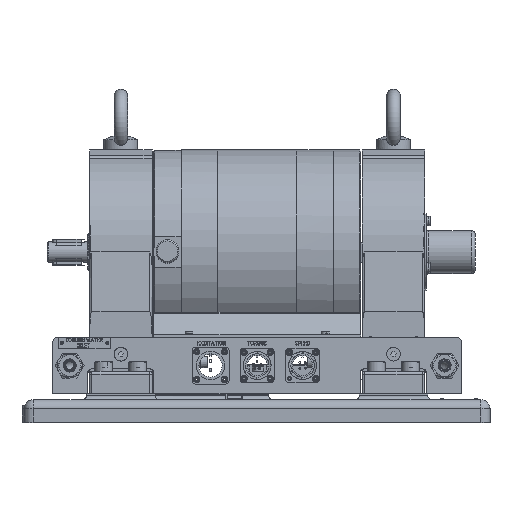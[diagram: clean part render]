
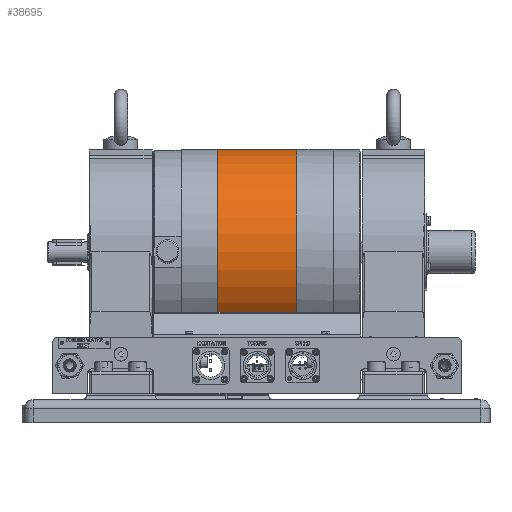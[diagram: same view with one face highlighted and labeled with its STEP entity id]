
A CAD part, top view. The second image highlights one B-rep face of the part: STEP entity #38695.
In plain terms, the highlighted cylindrical face has radius 90 mm (diameter 180 mm), a full revolution.
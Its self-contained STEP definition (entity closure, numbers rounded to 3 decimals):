
#4101 = AXIS2_PLACEMENT_3D ( 'NONE', #17879, #58069, #23673 ) ;
#5200 = FACE_OUTER_BOUND ( 'NONE', #67440, .T. ) ;
#7012 = FACE_OUTER_BOUND ( 'NONE', #55896, .T. ) ;
#8646 = CIRCLE ( 'NONE', #58040, 90. ) ;
#15047 = DIRECTION ( 'NONE',  ( 0., 0., 1. ) ) ;
#17879 = CARTESIAN_POINT ( 'NONE',  ( 170., 153., -140. ) ) ;
#18028 = VERTEX_POINT ( 'NONE', #53981 ) ;
#20421 = CIRCLE ( 'NONE', #4101, 90. ) ;
#20598 = CARTESIAN_POINT ( 'NONE',  ( 170., 153., -140. ) ) ;
#23673 = DIRECTION ( 'NONE',  ( 0., 0., 1. ) ) ;
#31493 = VERTEX_POINT ( 'NONE', #65517 ) ;
#32376 = DIRECTION ( 'NONE',  ( -1., 0., 0. ) ) ;
#34104 = DIRECTION ( 'NONE',  ( -1., 0., 0. ) ) ;
#37634 = ORIENTED_EDGE ( 'NONE', *, *, #60519, .F. ) ;
#38631 = ORIENTED_EDGE ( 'NONE', *, *, #60871, .T. ) ;
#38695 = ADVANCED_FACE ( 'NONE', ( #7012, #5200 ), #49253, .T. ) ;
#49253 = CYLINDRICAL_SURFACE ( 'NONE', #58013, 90. ) ;
#53981 = CARTESIAN_POINT ( 'NONE',  ( 170., 153., -50. ) ) ;
#55896 = EDGE_LOOP ( 'NONE', ( #37634 ) ) ;
#58013 = AXIS2_PLACEMENT_3D ( 'NONE', #20598, #32376, #15047 ) ;
#58040 = AXIS2_PLACEMENT_3D ( 'NONE', #68544, #34104, #74373 ) ;
#58069 = DIRECTION ( 'NONE',  ( -1., 0., 0. ) ) ;
#60519 = EDGE_CURVE ( 'NONE', #18028, #18028, #20421, .T. ) ;
#60871 = EDGE_CURVE ( 'NONE', #31493, #31493, #8646, .T. ) ;
#65517 = CARTESIAN_POINT ( 'NONE',  ( 240., 153., -50. ) ) ;
#67440 = EDGE_LOOP ( 'NONE', ( #38631 ) ) ;
#68544 = CARTESIAN_POINT ( 'NONE',  ( 240., 153., -140. ) ) ;
#74373 = DIRECTION ( 'NONE',  ( 0., 0., 1. ) ) ;
